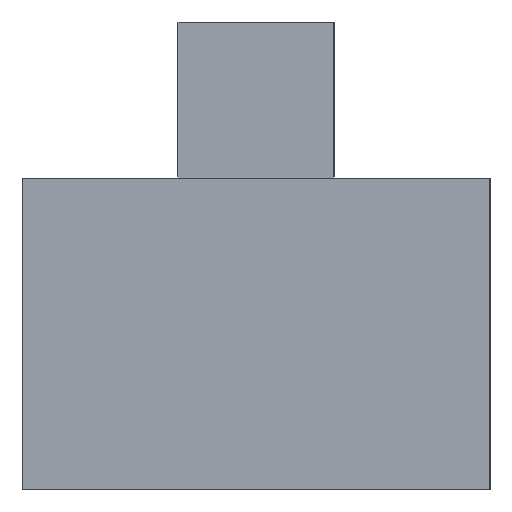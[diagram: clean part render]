
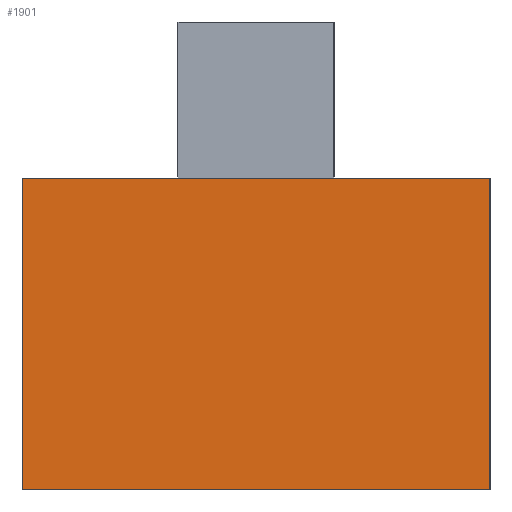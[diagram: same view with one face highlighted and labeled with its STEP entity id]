
A CAD part, left-side view. The second image highlights one B-rep face of the part: STEP entity #1901.
In plain terms, the highlighted planar face has unit normal (-1, 0, 0).
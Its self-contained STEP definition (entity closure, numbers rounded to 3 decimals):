
#135=FACE_OUTER_BOUND('',#241,.T.);
#241=EDGE_LOOP('',(#1591,#1592,#1593,#1594));
#507=LINE('',#2997,#759);
#508=LINE('',#2999,#760);
#509=LINE('',#3001,#761);
#510=LINE('',#3002,#762);
#759=VECTOR('',#2471,10.);
#760=VECTOR('',#2472,10.);
#761=VECTOR('',#2473,10.);
#762=VECTOR('',#2474,10.);
#931=VERTEX_POINT('',#2995);
#932=VERTEX_POINT('',#2996);
#933=VERTEX_POINT('',#2998);
#934=VERTEX_POINT('',#3000);
#1179=EDGE_CURVE('',#931,#932,#507,.T.);
#1180=EDGE_CURVE('',#931,#933,#508,.T.);
#1181=EDGE_CURVE('',#934,#933,#509,.T.);
#1182=EDGE_CURVE('',#932,#934,#510,.T.);
#1591=ORIENTED_EDGE('',*,*,#1179,.F.);
#1592=ORIENTED_EDGE('',*,*,#1180,.T.);
#1593=ORIENTED_EDGE('',*,*,#1181,.F.);
#1594=ORIENTED_EDGE('',*,*,#1182,.F.);
#1795=PLANE('',#2021);
#1901=ADVANCED_FACE('',(#135),#1795,.T.);
#2021=AXIS2_PLACEMENT_3D('',#2994,#2469,#2470);
#2469=DIRECTION('center_axis',(-1.,0.,0.));
#2470=DIRECTION('ref_axis',(0.,-1.,0.));
#2471=DIRECTION('',(0.,1.,0.));
#2472=DIRECTION('',(0.,0.,1.));
#2473=DIRECTION('',(0.,-1.,0.));
#2474=DIRECTION('',(0.,0.,1.));
#2994=CARTESIAN_POINT('Origin',(-150.,15.,0.));
#2995=CARTESIAN_POINT('',(-150.,0.,0.));
#2996=CARTESIAN_POINT('',(-150.,15.,0.));
#2997=CARTESIAN_POINT('',(-150.,0.,0.));
#2998=CARTESIAN_POINT('',(-150.,0.,10.));
#2999=CARTESIAN_POINT('',(-150.,0.,0.));
#3000=CARTESIAN_POINT('',(-150.,15.,10.));
#3001=CARTESIAN_POINT('',(-150.,0.,10.));
#3002=CARTESIAN_POINT('',(-150.,15.,0.));
